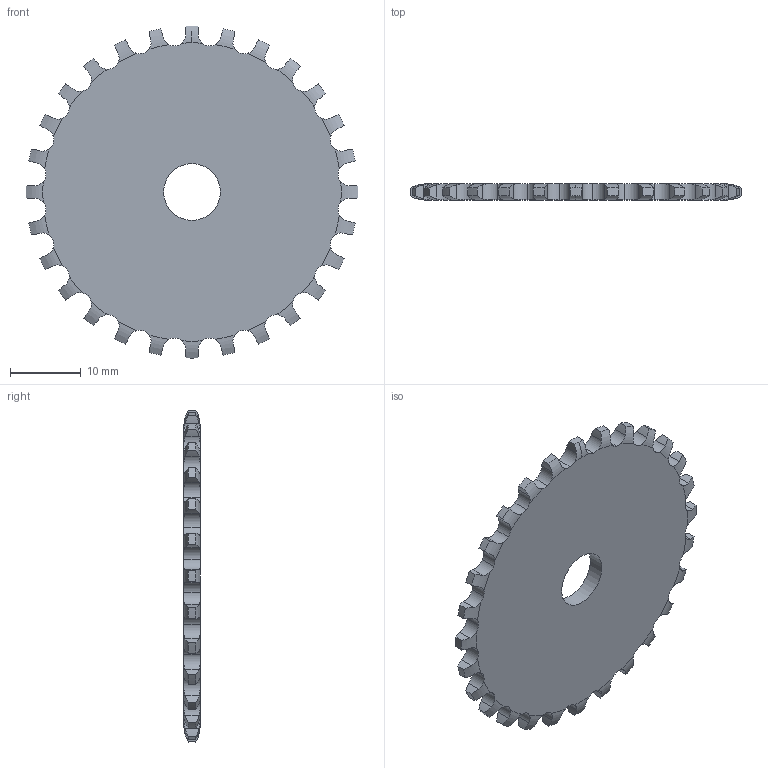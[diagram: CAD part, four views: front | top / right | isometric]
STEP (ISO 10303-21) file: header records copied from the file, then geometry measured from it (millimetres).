
FILE_DESCRIPTION(('FreeCAD Model'),'2;1');
FILE_NAME('Open CASCADE Shape Model','2021-12-27T16:27:30',('FreeCAD'),( 'FreeCAD'),'Open CASCADE STEP processor 7.4','FreeCAD','Unknown');
FILE_SCHEMA(('AUTOMOTIVE_DESIGN { 1 0 10303 214 1 1 1 1 }'));
Length unit declared in the file: millimetre
Products named in the file (1): Open CASCADE STEP translator 7.4 107
Bounding box: 46.8 x 2.3 x 46.8 mm (x, y, z)
Volume: 3306.5 mm3; surface area: 3437.2 mm2
Topology: 1 solids, 1 shells, 201 faces, 653 edges, 454 vertices
Faces by surface type: cylinder 141, revolution 58, plane 2
Full cylindrical faces by diameter (mm): 8 x1
Entity records: 23855 total; most frequent: CARTESIAN_POINT 12099, DIRECTION 1922, ORIENTED_EDGE 1306, PCURVE 1306, DEFINITIONAL_REPRESENTATION 1306, LINE 771, VECTOR 771, B_SPLINE_CURVE_WITH_KNOTS 672
